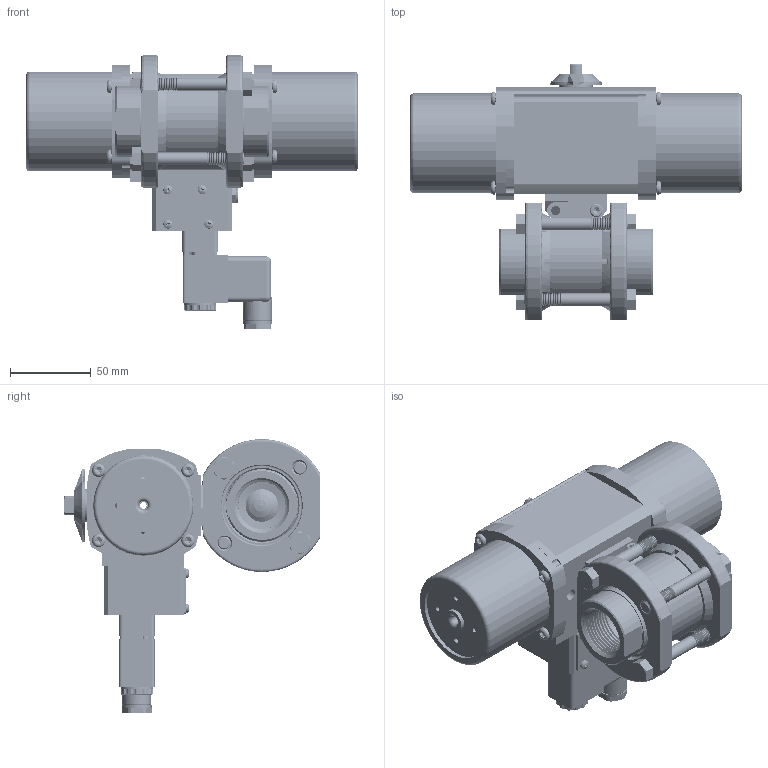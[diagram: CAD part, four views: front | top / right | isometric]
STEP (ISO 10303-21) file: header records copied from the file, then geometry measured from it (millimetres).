
FILE_DESCRIPTION (( 'STEP AP203' ), '1' );
FILE_NAME ('28XXSESA512SR3GPDS.step', '2018-06-12T19:14:11', ( '' ), ( '' ), 'SwSTEP 2.0', 'SolidWorks 2017', '' );
FILE_SCHEMA (( 'CONFIG_CONTROL_DESIGN' ));
Products named in the file (1): 28XXSESA512SR3GPDS
Bounding box: 206.12 x 159.47 x 169.98 mm (x, y, z)
Volume: 749123.6 mm3; surface area: 317228.9 mm2
Topology: 65 solids, 65 shells, 5097 faces, 13378 edges, 8417 vertices
Faces by surface type: cylinder 2596, cone 1379, plane 770, torus 227, bspline 111, sphere 14
Entity records: 199864 total; most frequent: CARTESIAN_POINT 78258, ORIENTED_EDGE 26472, DIRECTION 25733, EDGE_CURVE 13236, AXIS2_PLACEMENT_3D 10433, VERTEX_POINT 8413, EDGE_LOOP 5485, CIRCLE 5446
